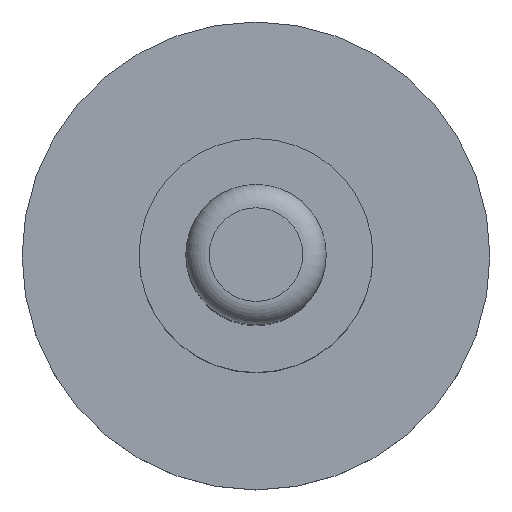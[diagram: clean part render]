
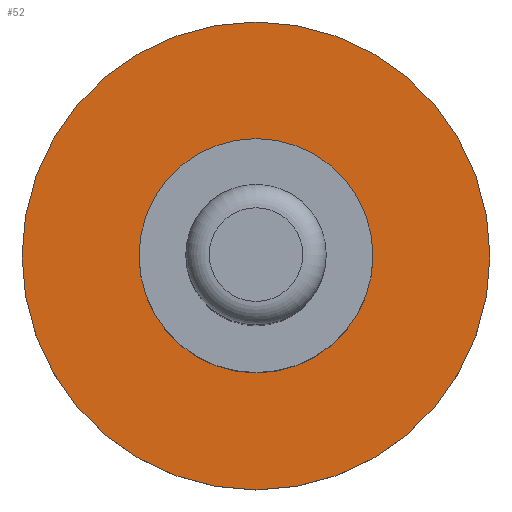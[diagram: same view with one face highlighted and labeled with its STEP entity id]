
A CAD part, top view. The second image highlights one B-rep face of the part: STEP entity #52.
In plain terms, the highlighted planar face has unit normal (0, 0, 1).
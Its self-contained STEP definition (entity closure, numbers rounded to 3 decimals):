
#52=ADVANCED_FACE('',(#90,#92),#94,.T.);
#90=FACE_BOUND('',#91,.T.);
#91=EDGE_LOOP('',(#131));
#92=FACE_BOUND('',#93,.T.);
#93=EDGE_LOOP('',(#132));
#94=PLANE('',#95);
#95=AXIS2_PLACEMENT_3D('',#96,#97,#98);
#96=CARTESIAN_POINT('',(0.,0.,2.));
#97=DIRECTION('',(0.,0.,1.));
#98=DIRECTION('',(-1.,0.,0.));
#131=ORIENTED_EDGE('',*,*,#143,.T.);
#132=ORIENTED_EDGE('',*,*,#141,.F.);
#141=EDGE_CURVE('',#151,#151,#152,.T.);
#143=EDGE_CURVE('',#155,#155,#156,.T.);
#151=VERTEX_POINT('',#174);
#152=CIRCLE('',#175,5.);
#155=VERTEX_POINT('',#184);
#156=CIRCLE('',#185,10.);
#174=CARTESIAN_POINT('',(-5.,0.,2.));
#175=AXIS2_PLACEMENT_3D('',#176,#177,#178);
#176=CARTESIAN_POINT('',(0.,0.,2.));
#177=DIRECTION('',(0.,0.,1.));
#178=DIRECTION('',(-1.,0.,0.));
#184=CARTESIAN_POINT('',(-10.,0.,2.));
#185=AXIS2_PLACEMENT_3D('',#186,#187,#188);
#186=CARTESIAN_POINT('',(0.,0.,2.));
#187=DIRECTION('',(0.,0.,1.));
#188=DIRECTION('',(-1.,0.,0.));
